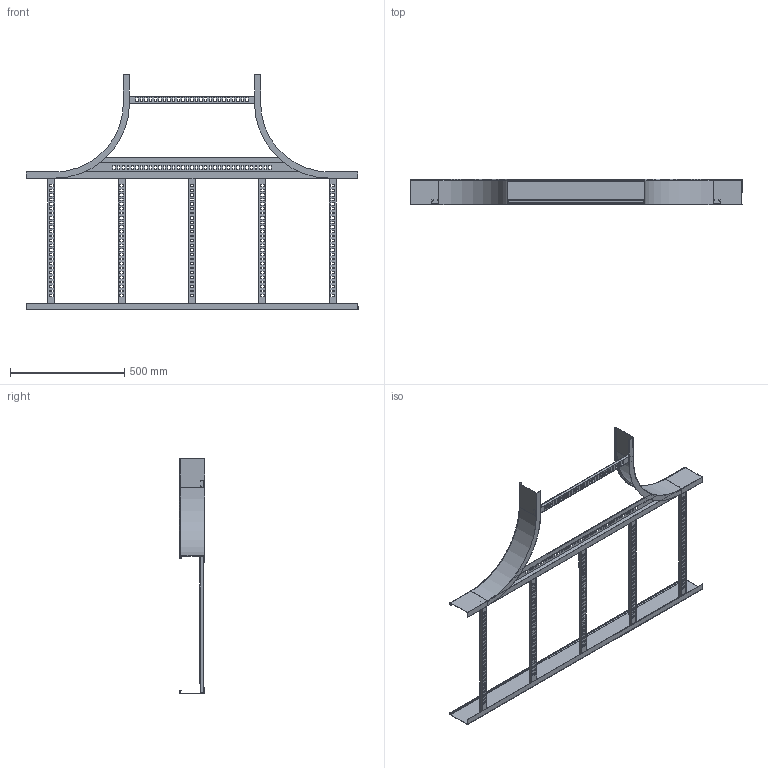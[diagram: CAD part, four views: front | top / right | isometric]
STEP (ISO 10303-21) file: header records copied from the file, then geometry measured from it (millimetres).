
FILE_DESCRIPTION (( 'STEP AP214' ), '1' );
FILE_NAME ('6225320.STP', '2017-03-23T14:50:27', ( '' ), ( '' ), 'SwSTEP 2.0', 'SolidWorks 2016', '' );
FILE_SCHEMA (( 'AUTOMOTIVE_DESIGN' ));
Length unit declared in the file: millimetre
Products named in the file (5): 086308_Gegenholm 110x1450; 079986_L=0592; 085502_St》zprofil f〉 R300 NB600; 086304_Innenholm 110xR300; 6225320
Assembly tree (10 placements, depth 2):
  6225320
    086304_Innenholm 110xR300  x2
    085502_St》zprofil f〉 R300 NB600
    079986_L=0592  x6
    086308_Gegenholm 110x1450
Bounding box: 1450 x 110 x 1025 mm (x, y, z)
Volume: 1217455.3 mm3; surface area: 1583641.4 mm2
Topology: 10 solids, 10 shells, 920 faces, 2684 edges, 1784 vertices
Faces by surface type: plane 882, cylinder 26, bspline 12
Entity records: 15480 total; most frequent: CARTESIAN_POINT 2953, ORIENTED_EDGE 1880, DIRECTION 1596, EDGE_CURVE 940, LINE 874, VECTOR 874, VERTEX_POINT 624, EDGE_LOOP 444
